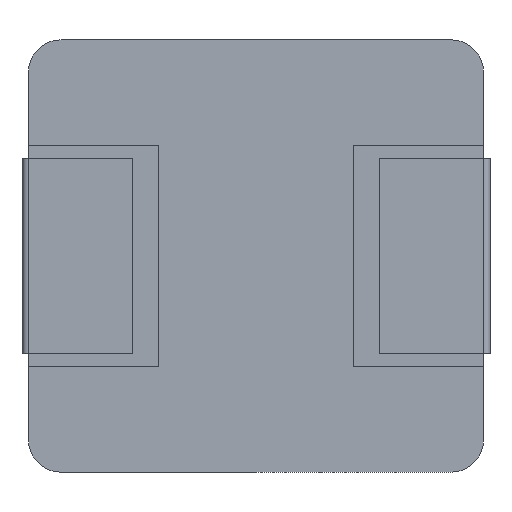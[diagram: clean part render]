
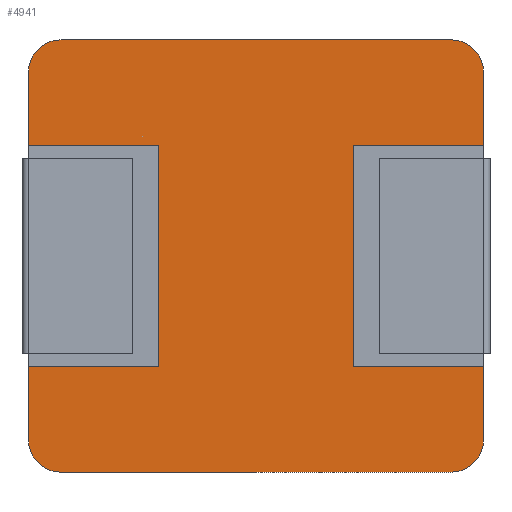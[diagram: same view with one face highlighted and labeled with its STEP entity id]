
A CAD part, front view. The second image highlights one B-rep face of the part: STEP entity #4941.
In plain terms, the highlighted planar face has unit normal (0, -1, 0).
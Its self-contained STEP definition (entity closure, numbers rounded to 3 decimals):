
#25 = LINE ( 'NONE', #26, #5005 ) ;
#26 = CARTESIAN_POINT ( 'NONE',  ( 3.5, -1.45, 3.325 ) ) ;
#27 = DIRECTION ( 'NONE',  ( 1., 0., 0. ) ) ;
#428 = LINE ( 'NONE', #429, #3098 ) ;
#429 = CARTESIAN_POINT ( 'NONE',  ( -3.5, -1.45, -3.325 ) ) ;
#430 = DIRECTION ( 'NONE',  ( 0., 0., 1. ) ) ;
#949 = CARTESIAN_POINT ( 'NONE',  ( -3., -1.45, 2.825 ) ) ;
#950 = DIRECTION ( 'NONE',  ( 0., -1., 0. ) ) ;
#951 = DIRECTION ( 'NONE',  ( 0., 0., -1. ) ) ;
#1401 = DIRECTION ( 'NONE',  ( 0., 0., -1. ) ) ;
#1402 = CARTESIAN_POINT ( 'NONE',  ( 3.5, -1.45, -3.325 ) ) ;
#1403 = LINE ( 'NONE', #1402, #6588 ) ;
#1404 = DIRECTION ( 'NONE',  ( 0., 0., -1. ) ) ;
#1405 = DIRECTION ( 'NONE',  ( 0., -1., 0. ) ) ;
#1406 = CARTESIAN_POINT ( 'NONE',  ( 3., -1.45, -2.825 ) ) ;
#1483 = DIRECTION ( 'NONE',  ( 0., 0., -1. ) ) ;
#1484 = DIRECTION ( 'NONE',  ( 0., -1., 0. ) ) ;
#1491 = DIRECTION ( 'NONE',  ( 1., 0., 0. ) ) ;
#1492 = CARTESIAN_POINT ( 'NONE',  ( 3.5, -1.45, -1.7 ) ) ;
#1493 = LINE ( 'NONE', #1492, #8323 ) ;
#1494 = CARTESIAN_POINT ( 'NONE',  ( 3., -1.45, 2.825 ) ) ;
#1495 = DIRECTION ( 'NONE',  ( 0., 0., -1. ) ) ;
#1496 = CARTESIAN_POINT ( 'NONE',  ( 1.5, -1.45, 1.7 ) ) ;
#1497 = LINE ( 'NONE', #1496, #8317 ) ;
#1566 = DIRECTION ( 'NONE',  ( -1., 0., 0. ) ) ;
#1567 = CARTESIAN_POINT ( 'NONE',  ( -3.5, -1.45, 1.7 ) ) ;
#1568 = LINE ( 'NONE', #1567, #7572 ) ;
#1569 = DIRECTION ( 'NONE',  ( -1., 0., 0. ) ) ;
#1570 = CARTESIAN_POINT ( 'NONE',  ( 3.5, -1.45, 1.7 ) ) ;
#1571 = LINE ( 'NONE', #1570, #7569 ) ;
#1865 = EDGE_CURVE ( 'NONE', #4169, #4239, #1497, .T. ) ;
#1866 = EDGE_CURVE ( 'NONE', #4239, #10618, #1493, .T. ) ;
#1869 = EDGE_CURVE ( 'NONE', #10633, #10623, #7467, .T. ) ;
#1874 = EDGE_CURVE ( 'NONE', #8877, #10593, #7480, .T. ) ;
#1875 = EDGE_CURVE ( 'NONE', #10618, #10593, #1403, .T. ) ;
#1894 = EDGE_CURVE ( 'NONE', #10596, #4169, #1571, .T. ) ;
#1895 = EDGE_CURVE ( 'NONE', #4310, #10565, #1568, .T. ) ;
#1901 = EDGE_CURVE ( 'NONE', #10598, #10568, #5634, .T. ) ;
#1911 = EDGE_CURVE ( 'NONE', #10598, #10623, #25, .T. ) ;
#1940 = EDGE_CURVE ( 'NONE', #10575, #8871, #5674, .T. ) ;
#1944 = EDGE_CURVE ( 'NONE', #10613, #8873, #9783, .T. ) ;
#2010 = EDGE_CURVE ( 'NONE', #8873, #4310, #4084, .T. ) ;
#2304 = VECTOR ( 'NONE', #9785, 1000. ) ;
#2632 = CARTESIAN_POINT ( 'NONE',  ( 1.5, -1.45, 1.7 ) ) ;
#3057 = VECTOR ( 'NONE', #9582, 1000. ) ;
#3098 = VECTOR ( 'NONE', #430, 1000. ) ;
#3606 = AXIS2_PLACEMENT_3D ( 'NONE', #9699, #9700, #9701 ) ;
#4084 = LINE ( 'NONE', #4085, #5601 ) ;
#4085 = CARTESIAN_POINT ( 'NONE',  ( -1.5, -1.45, 1.7 ) ) ;
#4086 = DIRECTION ( 'NONE',  ( 0., 0., 1. ) ) ;
#4169 = VERTEX_POINT ( 'NONE', #2632 ) ;
#4239 = VERTEX_POINT ( 'NONE', #10257 ) ;
#4310 = VERTEX_POINT ( 'NONE', #10325 ) ;
#4885 = EDGE_CURVE ( 'NONE', #8877, #8871, #6766, .T. ) ;
#4938 = EDGE_CURVE ( 'NONE', #10565, #10568, #8783, .T. ) ;
#4941 = ADVANCED_FACE ( 'NONE', ( #6134 ), #8801, .T. ) ;
#4948 = EDGE_CURVE ( 'NONE', #10633, #10596, #9580, .T. ) ;
#4982 = EDGE_CURVE ( 'NONE', #10575, #10613, #428, .T. ) ;
#5005 = VECTOR ( 'NONE', #27, 1000. ) ;
#5601 = VECTOR ( 'NONE', #4086, 1000. ) ;
#5634 = CIRCLE ( 'NONE', #10117, 0.5 ) ;
#5674 = CIRCLE ( 'NONE', #3606, 0.5 ) ;
#6134 = FACE_OUTER_BOUND ( 'NONE', #8952, .T. ) ;
#6160 = VECTOR ( 'NONE', #8785, 1000. ) ;
#6176 = AXIS2_PLACEMENT_3D ( 'NONE', #8811, #8812, #8813 ) ;
#6588 = VECTOR ( 'NONE', #1401, 1000. ) ;
#6597 = VECTOR ( 'NONE', #6768, 1000. ) ;
#6766 = LINE ( 'NONE', #6767, #6597 ) ;
#6767 = CARTESIAN_POINT ( 'NONE',  ( 3.5, -1.45, -3.325 ) ) ;
#6768 = DIRECTION ( 'NONE',  ( -1., 0., 0. ) ) ;
#7467 = CIRCLE ( 'NONE', #8316, 0.5 ) ;
#7480 = CIRCLE ( 'NONE', #8321, 0.5 ) ;
#7569 = VECTOR ( 'NONE', #1569, 1000. ) ;
#7572 = VECTOR ( 'NONE', #1566, 1000. ) ;
#8316 = AXIS2_PLACEMENT_3D ( 'NONE', #1494, #1484, #1483 ) ;
#8317 = VECTOR ( 'NONE', #1495, 1000. ) ;
#8321 = AXIS2_PLACEMENT_3D ( 'NONE', #1406, #1405, #1404 ) ;
#8323 = VECTOR ( 'NONE', #1491, 1000. ) ;
#8783 = LINE ( 'NONE', #8784, #6160 ) ;
#8784 = CARTESIAN_POINT ( 'NONE',  ( -3.5, -1.45, -3.325 ) ) ;
#8785 = DIRECTION ( 'NONE',  ( 0., 0., 1. ) ) ;
#8801 = PLANE ( 'NONE',  #6176 ) ;
#8811 = CARTESIAN_POINT ( 'NONE',  ( 0., -1.45, 0. ) ) ;
#8812 = DIRECTION ( 'NONE',  ( 0., -1., 0. ) ) ;
#8813 = DIRECTION ( 'NONE',  ( 0., 0., -1. ) ) ;
#8871 = VERTEX_POINT ( 'NONE', #9213 ) ;
#8873 = VERTEX_POINT ( 'NONE', #9215 ) ;
#8877 = VERTEX_POINT ( 'NONE', #9219 ) ;
#8952 = EDGE_LOOP ( 'NONE', ( #10644, #10484, #10574, #10482, #10647, #10507, #10586, #10537, #10649, #10589, #10592, #10599, #10602, #10601, #10594, #10489 ) ) ;
#9213 = CARTESIAN_POINT ( 'NONE',  ( -3., -1.45, -3.325 ) ) ;
#9215 = CARTESIAN_POINT ( 'NONE',  ( -1.5, -1.45, -1.7 ) ) ;
#9219 = CARTESIAN_POINT ( 'NONE',  ( 3., -1.45, -3.325 ) ) ;
#9270 = CARTESIAN_POINT ( 'NONE',  ( -3.5, -1.45, 1.7 ) ) ;
#9272 = CARTESIAN_POINT ( 'NONE',  ( -3.5, -1.45, 2.825 ) ) ;
#9278 = CARTESIAN_POINT ( 'NONE',  ( -3.5, -1.45, -2.825 ) ) ;
#9287 = CARTESIAN_POINT ( 'NONE',  ( 3.5, -1.45, -2.825 ) ) ;
#9289 = CARTESIAN_POINT ( 'NONE',  ( 3.5, -1.45, 1.7 ) ) ;
#9291 = CARTESIAN_POINT ( 'NONE',  ( -3., -1.45, 3.325 ) ) ;
#9297 = CARTESIAN_POINT ( 'NONE',  ( -3.5, -1.45, -1.7 ) ) ;
#9299 = CARTESIAN_POINT ( 'NONE',  ( 3.5, -1.45, -1.7 ) ) ;
#9301 = CARTESIAN_POINT ( 'NONE',  ( 3., -1.45, 3.325 ) ) ;
#9305 = CARTESIAN_POINT ( 'NONE',  ( 3.5, -1.45, 2.825 ) ) ;
#9580 = LINE ( 'NONE', #9581, #3057 ) ;
#9581 = CARTESIAN_POINT ( 'NONE',  ( 3.5, -1.45, -3.325 ) ) ;
#9582 = DIRECTION ( 'NONE',  ( 0., 0., -1. ) ) ;
#9699 = CARTESIAN_POINT ( 'NONE',  ( -3., -1.45, -2.825 ) ) ;
#9700 = DIRECTION ( 'NONE',  ( 0., -1., 0. ) ) ;
#9701 = DIRECTION ( 'NONE',  ( 0., 0., -1. ) ) ;
#9783 = LINE ( 'NONE', #9784, #2304 ) ;
#9784 = CARTESIAN_POINT ( 'NONE',  ( -3.5, -1.45, -1.7 ) ) ;
#9785 = DIRECTION ( 'NONE',  ( 1., 0., 0. ) ) ;
#10117 = AXIS2_PLACEMENT_3D ( 'NONE', #949, #950, #951 ) ;
#10257 = CARTESIAN_POINT ( 'NONE',  ( 1.5, -1.45, -1.7 ) ) ;
#10325 = CARTESIAN_POINT ( 'NONE',  ( -1.5, -1.45, 1.7 ) ) ;
#10482 = ORIENTED_EDGE ( 'NONE', *, *, #1895, .F. ) ;
#10484 = ORIENTED_EDGE ( 'NONE', *, *, #1901, .T. ) ;
#10489 = ORIENTED_EDGE ( 'NONE', *, *, #1869, .T. ) ;
#10507 = ORIENTED_EDGE ( 'NONE', *, *, #1944, .F. ) ;
#10537 = ORIENTED_EDGE ( 'NONE', *, *, #1940, .T. ) ;
#10565 = VERTEX_POINT ( 'NONE', #9270 ) ;
#10568 = VERTEX_POINT ( 'NONE', #9272 ) ;
#10574 = ORIENTED_EDGE ( 'NONE', *, *, #4938, .F. ) ;
#10575 = VERTEX_POINT ( 'NONE', #9278 ) ;
#10586 = ORIENTED_EDGE ( 'NONE', *, *, #4982, .F. ) ;
#10589 = ORIENTED_EDGE ( 'NONE', *, *, #1874, .T. ) ;
#10592 = ORIENTED_EDGE ( 'NONE', *, *, #1875, .F. ) ;
#10593 = VERTEX_POINT ( 'NONE', #9287 ) ;
#10594 = ORIENTED_EDGE ( 'NONE', *, *, #4948, .F. ) ;
#10596 = VERTEX_POINT ( 'NONE', #9289 ) ;
#10598 = VERTEX_POINT ( 'NONE', #9291 ) ;
#10599 = ORIENTED_EDGE ( 'NONE', *, *, #1866, .F. ) ;
#10601 = ORIENTED_EDGE ( 'NONE', *, *, #1894, .F. ) ;
#10602 = ORIENTED_EDGE ( 'NONE', *, *, #1865, .F. ) ;
#10613 = VERTEX_POINT ( 'NONE', #9297 ) ;
#10618 = VERTEX_POINT ( 'NONE', #9299 ) ;
#10623 = VERTEX_POINT ( 'NONE', #9301 ) ;
#10633 = VERTEX_POINT ( 'NONE', #9305 ) ;
#10644 = ORIENTED_EDGE ( 'NONE', *, *, #1911, .F. ) ;
#10647 = ORIENTED_EDGE ( 'NONE', *, *, #2010, .F. ) ;
#10649 = ORIENTED_EDGE ( 'NONE', *, *, #4885, .F. ) ;
